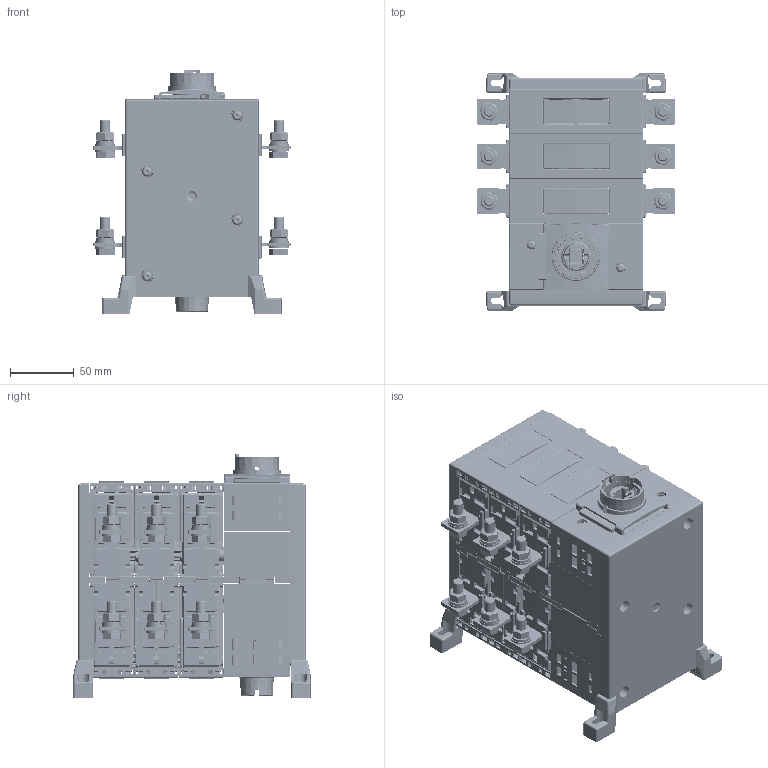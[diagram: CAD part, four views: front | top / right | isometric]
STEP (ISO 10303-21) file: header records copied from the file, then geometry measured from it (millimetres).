
FILE_DESCRIPTION(/* description */ (''),/* implementation_level */ '2;1');
FILE_NAME(/* name */ 'GLC0160-0315_3.stp',/* time_stamp */ '2019-03-12T08:31:49+01:00',/* author */ (''),/* organization */ (''),/* preprocessor_version */ 'ST-DEVELOPER v16',/* originating_system */ 'SIEMENS PLM Software NX 10.0',/* authorisation */ '');
FILE_SCHEMA (('AUTOMOTIVE_DESIGN { 1 0 10303 214 3 1 1 1 }'));
Products named in the file (1): Toff304CAB298sbj
Bounding box: 154.85 x 185.69 x 191.35 mm (x, y, z)
Surface area: 296895.3 mm2 (no closed solid volume)
Topology: 0 solids, 2605 shells, 4856 faces, 24659 edges, 22085 vertices
Faces by surface type: plane 2419, cylinder 1569, cone 326, bspline 311, sphere 162, torus 69
Full cylindrical faces by diameter (mm): 3.4 x4, 4 x8, 7.6 x4, 8 x12, 8.946 x2, 11.63 x2, 16 x24
Entity records: 287828 total; most frequent: CARTESIAN_POINT 109618, ORIENTED_EDGE 28260, EDGE_CURVE 24168, DIRECTION 22280, VERTEX_POINT 21954, B_SPLINE_CURVE_WITH_KNOTS 13524, AXIS2_PLACEMENT_3D 7846, LINE 6588
